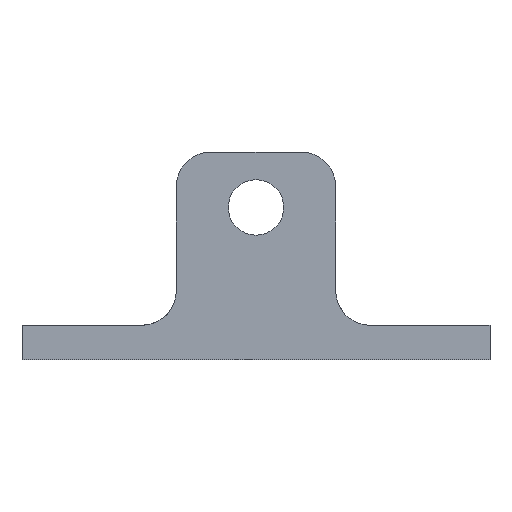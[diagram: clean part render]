
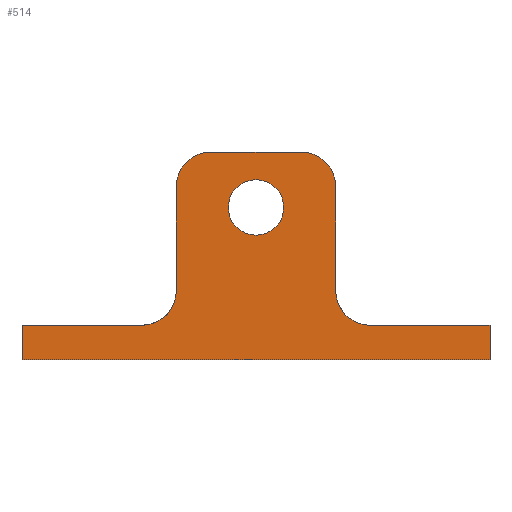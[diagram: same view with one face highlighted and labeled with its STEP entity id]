
A CAD part, front view. The second image highlights one B-rep face of the part: STEP entity #514.
In plain terms, the highlighted planar face has unit normal (0, -1, 0).
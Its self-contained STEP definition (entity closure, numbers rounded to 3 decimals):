
#1 = AXIS2_PLACEMENT_3D ( 'NONE', #333, #334, #335 ) ;
#2 = CIRCLE ( 'NONE', #5, 2. ) ;
#3 = VECTOR ( 'NONE', #336, 1000. ) ;
#5 = AXIS2_PLACEMENT_3D ( 'NONE', #339, #340, #341 ) ;
#10 = ORIENTED_EDGE ( 'NONE', *, *, #214, .T. ) ;
#14 = ORIENTED_EDGE ( 'NONE', *, *, #861, .T. ) ;
#15 = ORIENTED_EDGE ( 'NONE', *, *, #211, .T. ) ;
#96 = FACE_OUTER_BOUND ( 'NONE', #782, .T. ) ;
#98 = DIRECTION ( 'NONE',  ( 0., 1., 0. ) ) ;
#100 = CARTESIAN_POINT ( 'NONE',  ( -13.5, 0., 2. ) ) ;
#101 = FACE_BOUND ( 'NONE', #767, .T. ) ;
#103 = PLANE ( 'NONE',  #497 ) ;
#105 = DIRECTION ( 'NONE',  ( 0., 0., 1. ) ) ;
#123 = CIRCLE ( 'NONE', #124, 1.6 ) ;
#124 = AXIS2_PLACEMENT_3D ( 'NONE', #728, #729, #730 ) ;
#139 = ORIENTED_EDGE ( 'NONE', *, *, #863, .T. ) ;
#147 = VERTEX_POINT ( 'NONE', #466 ) ;
#148 = VERTEX_POINT ( 'NONE', #473 ) ;
#149 = VERTEX_POINT ( 'NONE', #474 ) ;
#150 = VERTEX_POINT ( 'NONE', #475 ) ;
#151 = VERTEX_POINT ( 'NONE', #476 ) ;
#179 = CIRCLE ( 'NONE', #182, 2. ) ;
#180 = VECTOR ( 'NONE', #240, 1000. ) ;
#181 = VECTOR ( 'NONE', #323, 1000. ) ;
#182 = AXIS2_PLACEMENT_3D ( 'NONE', #244, #245, #246 ) ;
#183 = VECTOR ( 'NONE', #326, 1000. ) ;
#187 = VECTOR ( 'NONE', #332, 1000. ) ;
#190 = VECTOR ( 'NONE', #329, 1000. ) ;
#191 = CIRCLE ( 'NONE', #1, 2. ) ;
#196 = VECTOR ( 'NONE', #565, 1000. ) ;
#198 = CIRCLE ( 'NONE', #207, 2. ) ;
#207 = AXIS2_PLACEMENT_3D ( 'NONE', #569, #570, #571 ) ;
#211 = EDGE_CURVE ( 'NONE', #858, #147, #555, .T. ) ;
#212 = EDGE_CURVE ( 'NONE', #751, #859, #496, .T. ) ;
#213 = EDGE_CURVE ( 'NONE', #149, #148, #561, .T. ) ;
#214 = EDGE_CURVE ( 'NONE', #149, #753, #198, .T. ) ;
#220 = CARTESIAN_POINT ( 'NONE',  ( 6.6, 0., 2. ) ) ;
#232 = CARTESIAN_POINT ( 'NONE',  ( -13.5, 0., 2. ) ) ;
#236 = CARTESIAN_POINT ( 'NONE',  ( 0., 0., 10.4 ) ) ;
#237 = LINE ( 'NONE', #241, #181 ) ;
#238 = LINE ( 'NONE', #239, #180 ) ;
#239 = CARTESIAN_POINT ( 'NONE',  ( -4.6, 0., 12. ) ) ;
#240 = DIRECTION ( 'NONE',  ( 0., 0., -1. ) ) ;
#241 = CARTESIAN_POINT ( 'NONE',  ( -13.5, 0., 2. ) ) ;
#242 = LINE ( 'NONE', #243, #3 ) ;
#243 = CARTESIAN_POINT ( 'NONE',  ( 4.6, 0., 12. ) ) ;
#244 = CARTESIAN_POINT ( 'NONE',  ( -6.6, 0., 4. ) ) ;
#245 = DIRECTION ( 'NONE',  ( 0., 1., 0. ) ) ;
#246 = DIRECTION ( 'NONE',  ( 0., 0., 1. ) ) ;
#312 = ORIENTED_EDGE ( 'NONE', *, *, #860, .T. ) ;
#313 = ORIENTED_EDGE ( 'NONE', *, *, #866, .T. ) ;
#318 = ORIENTED_EDGE ( 'NONE', *, *, #868, .T. ) ;
#323 = DIRECTION ( 'NONE',  ( -1., 0., 0. ) ) ;
#324 = LINE ( 'NONE', #325, #183 ) ;
#325 = CARTESIAN_POINT ( 'NONE',  ( -13.5, 0., 0. ) ) ;
#326 = DIRECTION ( 'NONE',  ( 1., 0., 0. ) ) ;
#327 = LINE ( 'NONE', #328, #190 ) ;
#328 = CARTESIAN_POINT ( 'NONE',  ( 13.5, 0., 2. ) ) ;
#329 = DIRECTION ( 'NONE',  ( 0., 0., -1. ) ) ;
#330 = LINE ( 'NONE', #331, #187 ) ;
#331 = CARTESIAN_POINT ( 'NONE',  ( 13.5, 0., 2. ) ) ;
#332 = DIRECTION ( 'NONE',  ( 1., 0., 0. ) ) ;
#333 = CARTESIAN_POINT ( 'NONE',  ( 6.6, 0., 4. ) ) ;
#334 = DIRECTION ( 'NONE',  ( 0., 1., 0. ) ) ;
#335 = DIRECTION ( 'NONE',  ( 0., 0., 1. ) ) ;
#336 = DIRECTION ( 'NONE',  ( 0., 0., -1. ) ) ;
#339 = CARTESIAN_POINT ( 'NONE',  ( 2.6, 0., 10. ) ) ;
#340 = DIRECTION ( 'NONE',  ( 0., -1., 0. ) ) ;
#341 = DIRECTION ( 'NONE',  ( 0., 0., 1. ) ) ;
#419 = ORIENTED_EDGE ( 'NONE', *, *, #865, .F. ) ;
#466 = CARTESIAN_POINT ( 'NONE',  ( -13.5, 0., 0. ) ) ;
#473 = CARTESIAN_POINT ( 'NONE',  ( 2.6, 0., 12. ) ) ;
#474 = CARTESIAN_POINT ( 'NONE',  ( -2.6, 0., 12. ) ) ;
#475 = CARTESIAN_POINT ( 'NONE',  ( 4.6, 0., 10. ) ) ;
#476 = CARTESIAN_POINT ( 'NONE',  ( 4.6, 0., 4. ) ) ;
#494 = VECTOR ( 'NONE', #558, 1000. ) ;
#496 = CIRCLE ( 'NONE', #499, 1.6 ) ;
#497 = AXIS2_PLACEMENT_3D ( 'NONE', #100, #98, #105 ) ;
#499 = AXIS2_PLACEMENT_3D ( 'NONE', #562, #563, #564 ) ;
#514 = ADVANCED_FACE ( 'NONE', ( #101, #96 ), #103, .F. ) ;
#531 = EDGE_CURVE ( 'NONE', #859, #751, #123, .T. ) ;
#555 = LINE ( 'NONE', #557, #494 ) ;
#556 = CARTESIAN_POINT ( 'NONE',  ( -13.5, 0., 12. ) ) ;
#557 = CARTESIAN_POINT ( 'NONE',  ( -13.5, 0., 2. ) ) ;
#558 = DIRECTION ( 'NONE',  ( 0., 0., -1. ) ) ;
#561 = LINE ( 'NONE', #556, #196 ) ;
#562 = CARTESIAN_POINT ( 'NONE',  ( 0., 0., 8.8 ) ) ;
#563 = DIRECTION ( 'NONE',  ( 0., -1., 0. ) ) ;
#564 = DIRECTION ( 'NONE',  ( 0., 0., -1. ) ) ;
#565 = DIRECTION ( 'NONE',  ( 1., 0., 0. ) ) ;
#569 = CARTESIAN_POINT ( 'NONE',  ( -2.6, 0., 10. ) ) ;
#570 = DIRECTION ( 'NONE',  ( 0., -1., 0. ) ) ;
#571 = DIRECTION ( 'NONE',  ( 0., 0., 1. ) ) ;
#604 = ORIENTED_EDGE ( 'NONE', *, *, #867, .F. ) ;
#606 = ORIENTED_EDGE ( 'NONE', *, *, #862, .T. ) ;
#646 = CARTESIAN_POINT ( 'NONE',  ( 0., 0., 7.2 ) ) ;
#655 = CARTESIAN_POINT ( 'NONE',  ( -4.6, 0., 4. ) ) ;
#656 = CARTESIAN_POINT ( 'NONE',  ( -4.6, 0., 10. ) ) ;
#660 = CARTESIAN_POINT ( 'NONE',  ( -6.6, 0., 2. ) ) ;
#661 = CARTESIAN_POINT ( 'NONE',  ( 13.5, 0., 2. ) ) ;
#662 = CARTESIAN_POINT ( 'NONE',  ( 13.5, 0., 0. ) ) ;
#728 = CARTESIAN_POINT ( 'NONE',  ( 0., 0., 8.8 ) ) ;
#729 = DIRECTION ( 'NONE',  ( 0., -1., 0. ) ) ;
#730 = DIRECTION ( 'NONE',  ( 0., 0., -1. ) ) ;
#751 = VERTEX_POINT ( 'NONE', #646 ) ;
#753 = VERTEX_POINT ( 'NONE', #656 ) ;
#761 = VERTEX_POINT ( 'NONE', #655 ) ;
#762 = VERTEX_POINT ( 'NONE', #660 ) ;
#763 = VERTEX_POINT ( 'NONE', #661 ) ;
#764 = VERTEX_POINT ( 'NONE', #662 ) ;
#767 = EDGE_LOOP ( 'NONE', ( #924, #929 ) ) ;
#782 = EDGE_LOOP ( 'NONE', ( #920, #10, #312, #14, #606, #15, #139, #851, #419, #313, #604, #318 ) ) ;
#794 = VERTEX_POINT ( 'NONE', #220 ) ;
#851 = ORIENTED_EDGE ( 'NONE', *, *, #864, .F. ) ;
#858 = VERTEX_POINT ( 'NONE', #232 ) ;
#859 = VERTEX_POINT ( 'NONE', #236 ) ;
#860 = EDGE_CURVE ( 'NONE', #753, #761, #238, .T. ) ;
#861 = EDGE_CURVE ( 'NONE', #761, #762, #179, .T. ) ;
#862 = EDGE_CURVE ( 'NONE', #762, #858, #237, .T. ) ;
#863 = EDGE_CURVE ( 'NONE', #147, #764, #324, .T. ) ;
#864 = EDGE_CURVE ( 'NONE', #763, #764, #327, .T. ) ;
#865 = EDGE_CURVE ( 'NONE', #794, #763, #330, .T. ) ;
#866 = EDGE_CURVE ( 'NONE', #794, #151, #191, .T. ) ;
#867 = EDGE_CURVE ( 'NONE', #150, #151, #242, .T. ) ;
#868 = EDGE_CURVE ( 'NONE', #150, #148, #2, .T. ) ;
#920 = ORIENTED_EDGE ( 'NONE', *, *, #213, .F. ) ;
#924 = ORIENTED_EDGE ( 'NONE', *, *, #212, .F. ) ;
#929 = ORIENTED_EDGE ( 'NONE', *, *, #531, .F. ) ;
